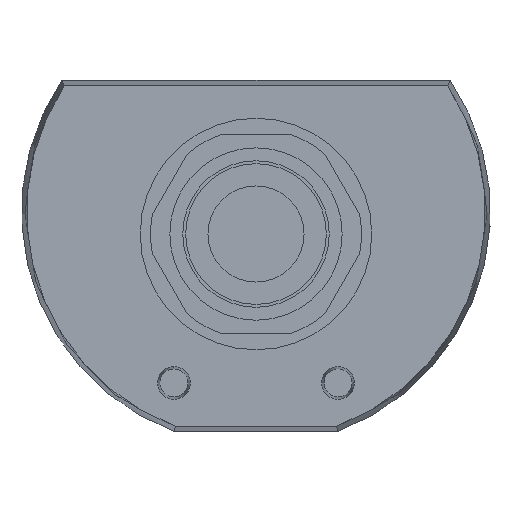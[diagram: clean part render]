
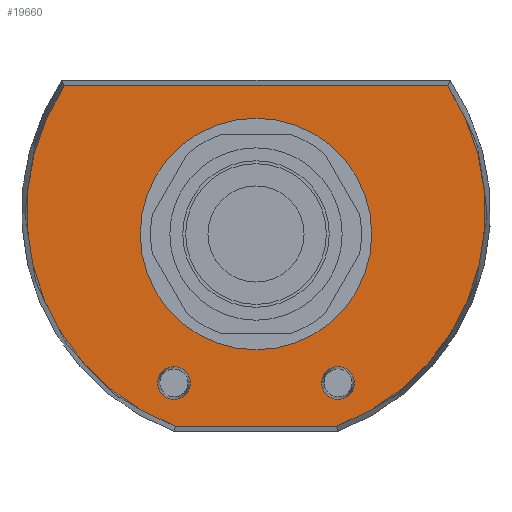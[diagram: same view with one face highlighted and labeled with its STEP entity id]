
A CAD part, front view. The second image highlights one B-rep face of the part: STEP entity #19660.
In plain terms, the highlighted face is planar.
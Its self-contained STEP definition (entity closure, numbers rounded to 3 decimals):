
#17650=CARTESIAN_POINT('',(-16.335,10.76,268.));
#17660=VERTEX_POINT('',#17650);
#17690=CARTESIAN_POINT('',(0.,0.,
268.));
#17700=DIRECTION('',(0.,0.,1.));
#17710=DIRECTION('',(-1.,0.,0.));
#17720=AXIS2_PLACEMENT_3D('',#17690,#17700,#17710);
#17730=CIRCLE('',#17720,19.56);
#17740=CARTESIAN_POINT('',(-6.88,-18.31,268.));
#17750=VERTEX_POINT('',#17740);
#17760=EDGE_CURVE('',#17660,#17750,#17730,.T.);
#18310=CARTESIAN_POINT('',(16.335,10.76,268.));
#18320=VERTEX_POINT('',#18310);
#18350=CARTESIAN_POINT('',(0.,10.76,268.));
#18360=DIRECTION('',(1.,0.,0.));
#18370=VECTOR('',#18360,1.);
#18380=LINE('',#18350,#18370);
#18390=EDGE_CURVE('',#17660,#18320,#18380,.T.);
#18680=CARTESIAN_POINT('',(6.88,-18.31,268.));
#18690=VERTEX_POINT('',#18680);
#18720=CARTESIAN_POINT('',(0.,0.,
268.));
#18730=DIRECTION('',(0.,0.,1.));
#18740=DIRECTION('',(0.,-1.,0.));
#18750=AXIS2_PLACEMENT_3D('',#18720,#18730,#18740);
#18760=CIRCLE('',#18750,19.56);
#18770=EDGE_CURVE('',#18690,#18320,#18760,.T.);
#18920=CARTESIAN_POINT('',(0.,-18.31,268.))
;
#18930=DIRECTION('',(-1.,0.,0.));
#18940=VECTOR('',#18930,1.);
#18950=LINE('',#18920,#18940);
#18960=EDGE_CURVE('',#18690,#17750,#18950,.T.);
#19100=CARTESIAN_POINT('',(-35.77,-21.217,268.));
#19110=DIRECTION('',(0.,0.,1.));
#19120=DIRECTION('',(1.,0.,0.));
#19130=AXIS2_PLACEMENT_3D('',#19100,#19110,#19120);
#19140=PLANE('',#19130);
#19150=CARTESIAN_POINT('',(7.,-14.6,268.));
#19160=DIRECTION('',(0.,0.,1.));
#19170=DIRECTION('',(1.,0.,0.));
#19180=AXIS2_PLACEMENT_3D('',#19150,#19160,#19170);
#19190=CIRCLE('',#19180,1.4);
#19200=CARTESIAN_POINT('',(5.6,-14.6,268.));
#19210=VERTEX_POINT('',#19200);
#19220=CARTESIAN_POINT('',(8.4,-14.6,268.));
#19230=VERTEX_POINT('',#19220);
#19240=EDGE_CURVE('',#19210,#19230,#19190,.T.);
#19250=ORIENTED_EDGE('',*,*,#19240,.F.);
#19260=EDGE_CURVE('',#19230,#19210,#19190,.T.);
#19270=ORIENTED_EDGE('',*,*,#19260,.F.);
#19280=EDGE_LOOP('',(#19270,#19250));
#19290=FACE_BOUND('',#19280,.T.);
#19300=CARTESIAN_POINT('',(-7.,-14.6,268.));
#19310=DIRECTION('',(0.,0.,1.));
#19320=DIRECTION('',(0.,1.,0.));
#19330=AXIS2_PLACEMENT_3D('',#19300,#19310,#19320);
#19340=CIRCLE('',#19330,1.4);
#19350=CARTESIAN_POINT('',(-7.,-13.2,268.));
#19360=VERTEX_POINT('',#19350);
#19370=CARTESIAN_POINT('',(-7.,-16.,268.));
#19380=VERTEX_POINT('',#19370);
#19390=EDGE_CURVE('',#19360,#19380,#19340,.T.);
#19400=ORIENTED_EDGE('',*,*,#19390,.F.);
#19410=EDGE_CURVE('',#19380,#19360,#19340,.T.);
#19420=ORIENTED_EDGE('',*,*,#19410,.F.);
#19430=EDGE_LOOP('',(#19420,#19400));
#19440=FACE_BOUND('',#19430,.T.);
#19450=CARTESIAN_POINT('',(0.,-1.9,268.));
#19460=DIRECTION('',(0.,0.,-1.));
#19470=DIRECTION('',(1.,0.,0.));
#19480=AXIS2_PLACEMENT_3D('',#19450,#19460,#19470);
#19490=CIRCLE('',#19480,9.875);
#19500=CARTESIAN_POINT('',(-9.875,-1.9,268.));
#19510=VERTEX_POINT('',#19500);
#19520=CARTESIAN_POINT('',(9.875,-1.9,268.));
#19530=VERTEX_POINT('',#19520);
#19540=EDGE_CURVE('',#19510,#19530,#19490,.T.);
#19550=ORIENTED_EDGE('',*,*,#19540,.T.);
#19560=EDGE_CURVE('',#19530,#19510,#19490,.T.);
#19570=ORIENTED_EDGE('',*,*,#19560,.T.);
#19580=EDGE_LOOP('',(#19570,#19550));
#19590=FACE_BOUND('',#19580,.T.);
#19600=ORIENTED_EDGE('',*,*,#18390,.F.);
#19610=ORIENTED_EDGE('',*,*,#18770,.T.);
#19620=ORIENTED_EDGE('',*,*,#18960,.F.);
#19630=ORIENTED_EDGE('',*,*,#17760,.T.);
#19640=EDGE_LOOP('',(#19630,#19620,#19610,#19600));
#19650=FACE_OUTER_BOUND('',#19640,.T.);
#19660=ADVANCED_FACE('',(#19290,#19440,#19590,#19650),#19140,.T.);
